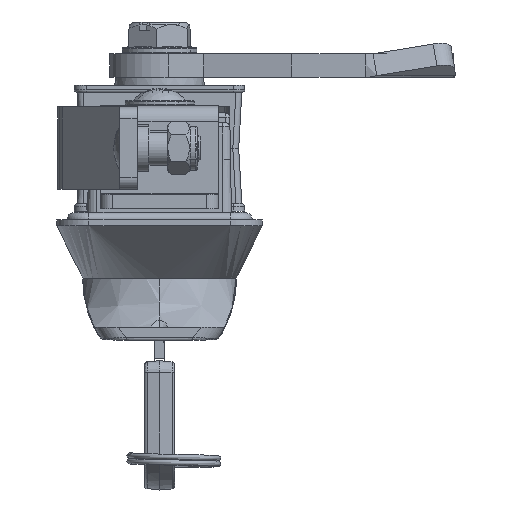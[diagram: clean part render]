
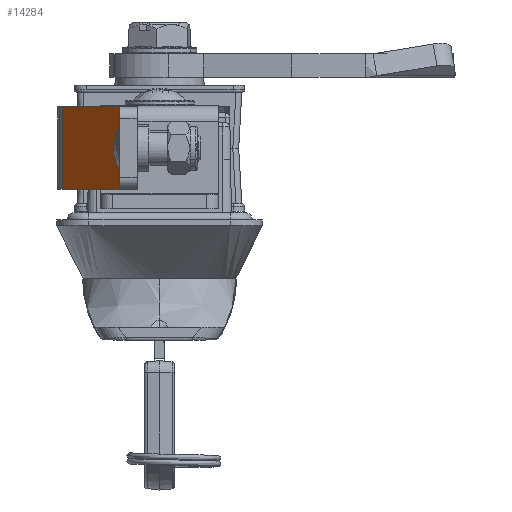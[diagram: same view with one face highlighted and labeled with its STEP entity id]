
A CAD part, left-side view. The second image highlights one B-rep face of the part: STEP entity #14284.
In plain terms, the highlighted planar face has unit normal (-0.628, 0.778, 0).
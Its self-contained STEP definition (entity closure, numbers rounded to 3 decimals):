
#721 = CARTESIAN_POINT ( 'NONE',  ( -119.241, 16.578, 5.2 ) ) ;
#1749 = CARTESIAN_POINT ( 'NONE',  ( -131.278, 6.856, 5.2 ) ) ;
#2762 = ORIENTED_EDGE ( 'NONE', *, *, #29188, .T. ) ;
#4779 = DIRECTION ( 'NONE',  ( -0.628, 0.778, 0. ) ) ;
#5779 = EDGE_CURVE ( 'NONE', #27424, #42450, #25095, .T. ) ;
#6015 = CARTESIAN_POINT ( 'NONE',  ( -119.241, 16.578, 19.2 ) ) ;
#8756 = CARTESIAN_POINT ( 'NONE',  ( -119.241, 16.578, 9.867 ) ) ;
#8804 = CARTESIAN_POINT ( 'NONE',  ( -131.278, 6.856, 9.867 ) ) ;
#11303 = VERTEX_POINT ( 'NONE', #1749 ) ;
#11769 = ORIENTED_EDGE ( 'NONE', *, *, #21536, .T. ) ;
#14284 = ADVANCED_FACE ( 'NONE', ( #35462 ), #21925, .T. ) ;
#15767 = VECTOR ( 'NONE', #37760, 1000. ) ;
#18371 = ORIENTED_EDGE ( 'NONE', *, *, #44625, .T. ) ;
#19696 = LINE ( 'NONE', #43560, #33959 ) ;
#21536 = EDGE_CURVE ( 'NONE', #32268, #42450, #19696, .T. ) ;
#21873 = AXIS2_PLACEMENT_3D ( 'NONE', #38829, #4779, #28927 ) ;
#21925 = PLANE ( 'NONE',  #21873 ) ;
#22878 = DIRECTION ( 'NONE',  ( 0.778, 0.628, 0. ) ) ;
#23330 = LINE ( 'NONE', #37076, #15767 ) ;
#23371 = CARTESIAN_POINT ( 'NONE',  ( -119.241, 16.578, 14.533 ) ) ;
#24212 = EDGE_LOOP ( 'NONE', ( #11769, #32535, #18371, #2762 ) ) ;
#25095 = B_SPLINE_CURVE_WITH_KNOTS ( 'NONE', 3,
 ( #40260, #8756, #23371, #6015 ),
 .UNSPECIFIED., .F., .F.,
 ( 4, 4 ),
 ( -0.176, 1. ),
 .UNSPECIFIED. ) ;
#25721 = CARTESIAN_POINT ( 'NONE',  ( -131.278, 6.856, 5.2 ) ) ;
#26131 = CARTESIAN_POINT ( 'NONE',  ( -131.278, 6.856, 19.2 ) ) ;
#27424 = VERTEX_POINT ( 'NONE', #721 ) ;
#28927 = DIRECTION ( 'NONE',  ( -0.778, -0.628, 0. ) ) ;
#29188 = EDGE_CURVE ( 'NONE', #11303, #32268, #37449, .T. ) ;
#32268 = VERTEX_POINT ( 'NONE', #26131 ) ;
#32535 = ORIENTED_EDGE ( 'NONE', *, *, #5779, .F. ) ;
#33959 = VECTOR ( 'NONE', #22878, 1000. ) ;
#35462 = FACE_OUTER_BOUND ( 'NONE', #24212, .T. ) ;
#36074 = CARTESIAN_POINT ( 'NONE',  ( -131.278, 6.856, 19.2 ) ) ;
#37076 = CARTESIAN_POINT ( 'NONE',  ( -118.852, 16.892, 5.2 ) ) ;
#37449 = B_SPLINE_CURVE_WITH_KNOTS ( 'NONE', 3,
 ( #25721, #8804, #43233, #36074 ),
 .UNSPECIFIED., .F., .F.,
 ( 4, 4 ),
 ( -0.176, 1. ),
 .UNSPECIFIED. ) ;
#37760 = DIRECTION ( 'NONE',  ( -0.778, -0.628, 0. ) ) ;
#37821 = CARTESIAN_POINT ( 'NONE',  ( -119.241, 16.578, 19.2 ) ) ;
#38829 = CARTESIAN_POINT ( 'NONE',  ( -118.852, 16.892, 6.8 ) ) ;
#40260 = CARTESIAN_POINT ( 'NONE',  ( -119.241, 16.578, 5.2 ) ) ;
#42450 = VERTEX_POINT ( 'NONE', #37821 ) ;
#43233 = CARTESIAN_POINT ( 'NONE',  ( -131.278, 6.856, 14.533 ) ) ;
#43560 = CARTESIAN_POINT ( 'NONE',  ( -118.852, 16.892, 19.2 ) ) ;
#44625 = EDGE_CURVE ( 'NONE', #27424, #11303, #23330, .T. ) ;
